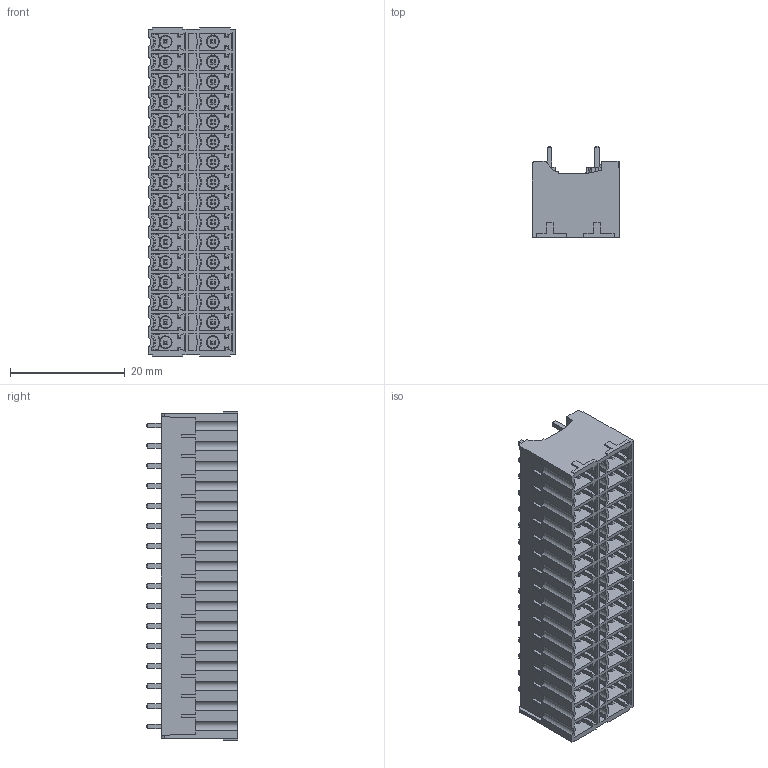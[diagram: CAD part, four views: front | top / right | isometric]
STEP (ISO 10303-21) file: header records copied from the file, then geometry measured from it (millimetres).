
FILE_DESCRIPTION((''),'2;1');
FILE_NAME('1','2024-09-10T14:11:28',('sheji109'),(''),'CREO PARAMETRIC BY PTC INC, 2018100','CREO PARAMETRIC BY PTC INC, 2018100','');
FILE_SCHEMA(('CONFIG_CONTROL_DESIGN'));
Products named in the file (1): 1
Bounding box: 15.2 x 15.9 x 57.4 mm (x, y, z)
Volume: 6697.8 mm3; surface area: 10587.7 mm2
Topology: 1 solids, 1 shells, 3226 faces, 8752 edges, 5640 vertices
Faces by surface type: plane 2584, cylinder 354, cone 240, bspline 32, torus 16
Entity records: 101964 total; most frequent: CARTESIAN_POINT 21594, ORIENTED_EDGE 17504, DIRECTION 15292, EDGE_CURVE 8752, VECTOR 7284, LINE 7284, VERTEX_POINT 5640, AXIS2_PLACEMENT_3D 4004
